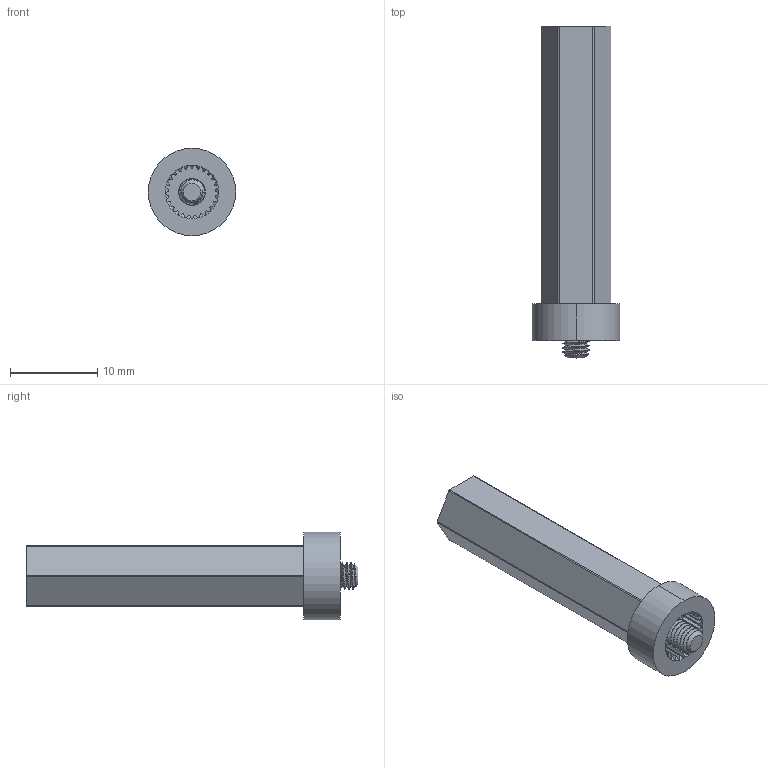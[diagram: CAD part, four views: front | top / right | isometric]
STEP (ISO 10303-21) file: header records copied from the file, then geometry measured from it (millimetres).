
FILE_DESCRIPTION (( 'STEP AP203' ), '1' );
FILE_NAME ('1922-0025-0036 assembly.STEP', '2024-03-07T20:48:14', ( '' ), ( '' ), 'SwSTEP 2.0', 'SolidWorks 2016', '' );
FILE_SCHEMA (( 'CONFIG_CONTROL_DESIGN' ));
Length unit declared in the file: millimetre
Products named in the file (3): 1922-0025-0036 assembly; M3 Screw for 1922-0025-0036; 1922-0025-0036
Assembly tree (2 placements, depth 2):
  1922-0025-0036 assembly
    1922-0025-0036
    M3 Screw for 1922-0025-0036
Bounding box: 10 x 38 x 10 mm (x, y, z)
Volume: 1564.8 mm3; surface area: 2102.7 mm2
Topology: 2 solids, 2 shells, 956 faces, 2251 edges, 1478 vertices
Faces by surface type: plane 772, cylinder 139, cone 42, bspline 3
Entity records: 31934 total; most frequent: CARTESIAN_POINT 9634, ORIENTED_EDGE 4502, DIRECTION 4486, EDGE_CURVE 2251, VECTOR 1506, LINE 1506, AXIS2_PLACEMENT_3D 1490, VERTEX_POINT 1478
